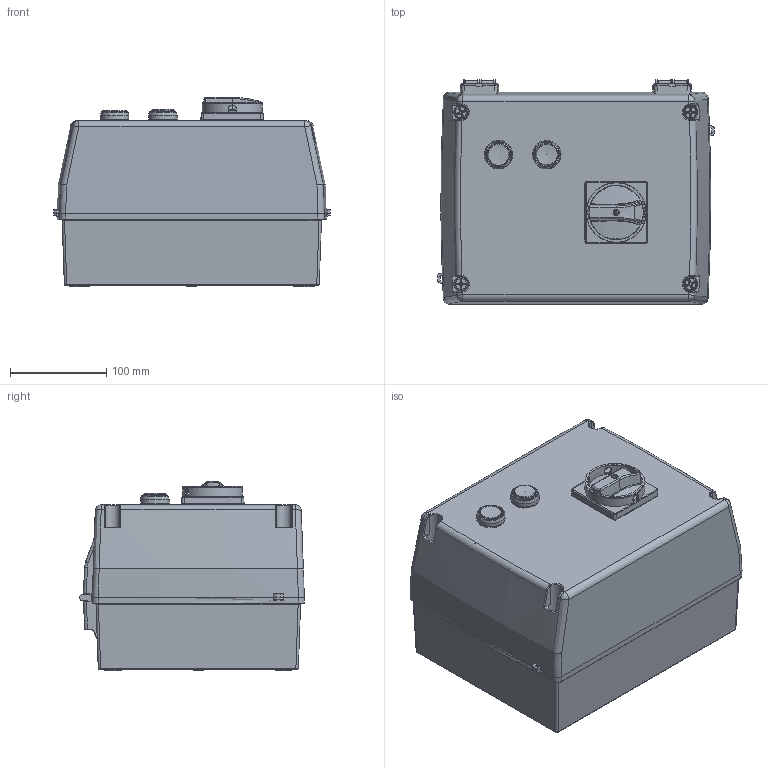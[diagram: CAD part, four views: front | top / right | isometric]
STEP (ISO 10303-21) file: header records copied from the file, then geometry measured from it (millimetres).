
FILE_DESCRIPTION(/* description */ (''),/* implementation_level */ '2;1');
FILE_NAME(/* name */ '3d_M3P...73.stp',/* time_stamp */ '2023-02-27T10:08:04+01:00',/* author */ (''),/* organization */ (''),/* preprocessor_version */ 'ST-DEVELOPER v16.7',/* originating_system */ 'SIEMENS PLM Software NX 12.0',/* authorisation */ '');
FILE_SCHEMA (('AUTOMOTIVE_DESIGN { 1 0 10303 214 3 1 1 1 }'));
Products named in the file (1): RuggB3B4B386q98p
Bounding box: 287.2 x 233 x 196.4 mm (x, y, z)
Surface area: 432396 mm2 (no closed solid volume)
Topology: 0 solids, 24 shells, 2695 faces, 8442 edges, 5580 vertices
Faces by surface type: plane 1163, cylinder 634, bspline 535, cone 126, sphere 123, torus 114
Full cylindrical faces by diameter (mm): 3.2 x4, 4.6 x4, 6 x5, 6.4 x4, 7 x4, 7.8 x4, 12.2 x36, 14.4 x4, 14.8 x4, 15.2 x4, 16 x3, 22.8 x1, 28.3 x2, 59 x1, 59.5 x1, 61.8 x1
Entity records: 120803 total; most frequent: CARTESIAN_POINT 53070, ORIENTED_EDGE 14174, DIRECTION 12300, EDGE_CURVE 8035, VERTEX_POINT 5459, LINE 4310, VECTOR 4310, AXIS2_PLACEMENT_3D 3995
